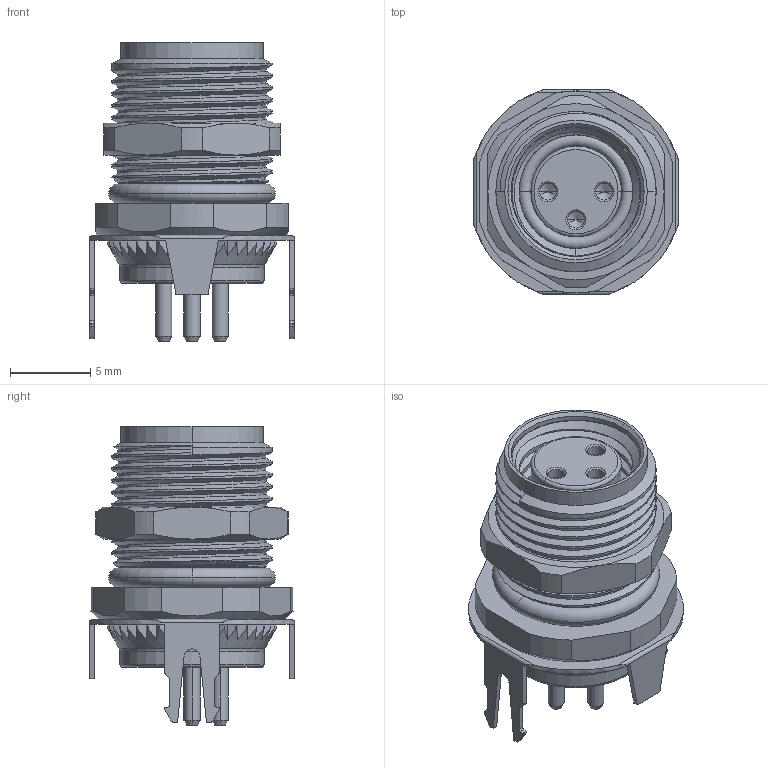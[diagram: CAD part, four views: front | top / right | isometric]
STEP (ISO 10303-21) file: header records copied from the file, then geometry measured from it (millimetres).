
FILE_DESCRIPTION((''),'2;1');
FILE_NAME('3P-K13333_3A','2025-09-08T',('gongcheng16'),(''),'PRO/ENGINEER BY PARAMETRIC TECHNOLOGY CORPORATION, 2010280','PRO/ENGINEER BY PARAMETRIC TECHNOLOGY CORPORATION, 2010280','');
FILE_SCHEMA(('CONFIG_CONTROL_DESIGN'));
Products named in the file (1): 3P-K13333_3A
Bounding box: 12.8 x 12.8 x 18.6 mm (x, y, z)
Volume: 253.8 mm3; surface area: 14099.9 mm2
Topology: 1 solids, 109 shells, 2079 faces, 7504 edges, 5460 vertices
Faces by surface type: plane 843, cylinder 694, cone 323, bspline 129, torus 90
Entity records: 131482 total; most frequent: CARTESIAN_POINT 70821, ORIENTED_EDGE 12278, DIRECTION 11764, EDGE_CURVE 7498, VERTEX_POINT 5460, AXIS2_PLACEMENT_3D 4285, VECTOR 3194, LINE 3194
